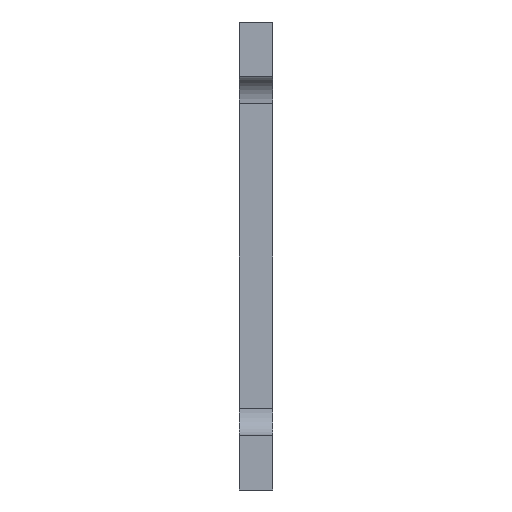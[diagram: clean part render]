
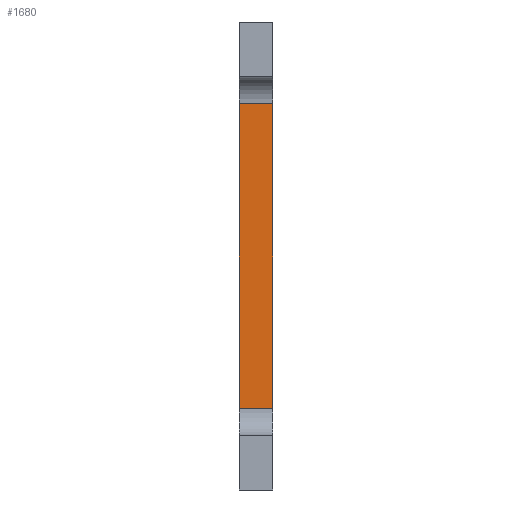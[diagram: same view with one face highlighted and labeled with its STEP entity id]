
A CAD part, left-side view. The second image highlights one B-rep face of the part: STEP entity #1680.
In plain terms, the highlighted planar face has unit normal (-1, 0, 0).
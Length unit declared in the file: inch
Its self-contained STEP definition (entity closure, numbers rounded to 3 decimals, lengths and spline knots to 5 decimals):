
#110 = VERTEX_POINT ( 'NONE', #578 ) ;
#111 = EDGE_CURVE ( 'NONE', #443, #186, #1823, .T. ) ;
#185 = DIRECTION ( 'NONE',  ( 0., 0., -1. ) ) ;
#186 = VERTEX_POINT ( 'NONE', #785 ) ;
#225 = VERTEX_POINT ( 'NONE', #1430 ) ;
#254 = CARTESIAN_POINT ( 'NONE',  ( -1.3, 0., -0.57 ) ) ;
#272 = VECTOR ( 'NONE', #1523, 39.37008 ) ;
#291 = CARTESIAN_POINT ( 'NONE',  ( -1.3, 0., 0.67 ) ) ;
#299 = ORIENTED_EDGE ( 'NONE', *, *, #661, .F. ) ;
#408 = LINE ( 'NONE', #254, #471 ) ;
#420 = ORIENTED_EDGE ( 'NONE', *, *, #576, .T. ) ;
#439 = LINE ( 'NONE', #291, #1094 ) ;
#443 = VERTEX_POINT ( 'NONE', #1966 ) ;
#466 = CARTESIAN_POINT ( 'NONE',  ( -1.3, 0.125, 0.57 ) ) ;
#471 = VECTOR ( 'NONE', #858, 39.37008 ) ;
#576 = EDGE_CURVE ( 'NONE', #186, #225, #408, .T. ) ;
#578 = CARTESIAN_POINT ( 'NONE',  ( -1.3, 0., 0.57 ) ) ;
#661 = EDGE_CURVE ( 'NONE', #110, #225, #439, .T. ) ;
#695 = AXIS2_PLACEMENT_3D ( 'NONE', #1564, #1880, #185 ) ;
#718 = VECTOR ( 'NONE', #1847, 39.37008 ) ;
#785 = CARTESIAN_POINT ( 'NONE',  ( -1.3, 0.125, -0.57 ) ) ;
#858 = DIRECTION ( 'NONE',  ( 0., -1., 0. ) ) ;
#904 = CARTESIAN_POINT ( 'NONE',  ( -1.3, 0.125, 0.67 ) ) ;
#1094 = VECTOR ( 'NONE', #1219, 39.37008 ) ;
#1219 = DIRECTION ( 'NONE',  ( 0., 0., -1. ) ) ;
#1400 = PLANE ( 'NONE',  #695 ) ;
#1419 = ORIENTED_EDGE ( 'NONE', *, *, #1805, .T. ) ;
#1423 = LINE ( 'NONE', #466, #718 ) ;
#1430 = CARTESIAN_POINT ( 'NONE',  ( -1.3, 0., -0.57 ) ) ;
#1523 = DIRECTION ( 'NONE',  ( 0., 0., -1. ) ) ;
#1564 = CARTESIAN_POINT ( 'NONE',  ( -1.3, 0., 0.67 ) ) ;
#1676 = ORIENTED_EDGE ( 'NONE', *, *, #111, .T. ) ;
#1680 = ADVANCED_FACE ( 'NONE', ( #1819 ), #1400, .F. ) ;
#1805 = EDGE_CURVE ( 'NONE', #110, #443, #1423, .T. ) ;
#1819 = FACE_OUTER_BOUND ( 'NONE', #1873, .T. ) ;
#1823 = LINE ( 'NONE', #904, #272 ) ;
#1847 = DIRECTION ( 'NONE',  ( 0., 1., 0. ) ) ;
#1873 = EDGE_LOOP ( 'NONE', ( #299, #1419, #1676, #420 ) ) ;
#1880 = DIRECTION ( 'NONE',  ( 1., 0., 0. ) ) ;
#1966 = CARTESIAN_POINT ( 'NONE',  ( -1.3, 0.125, 0.57 ) ) ;
